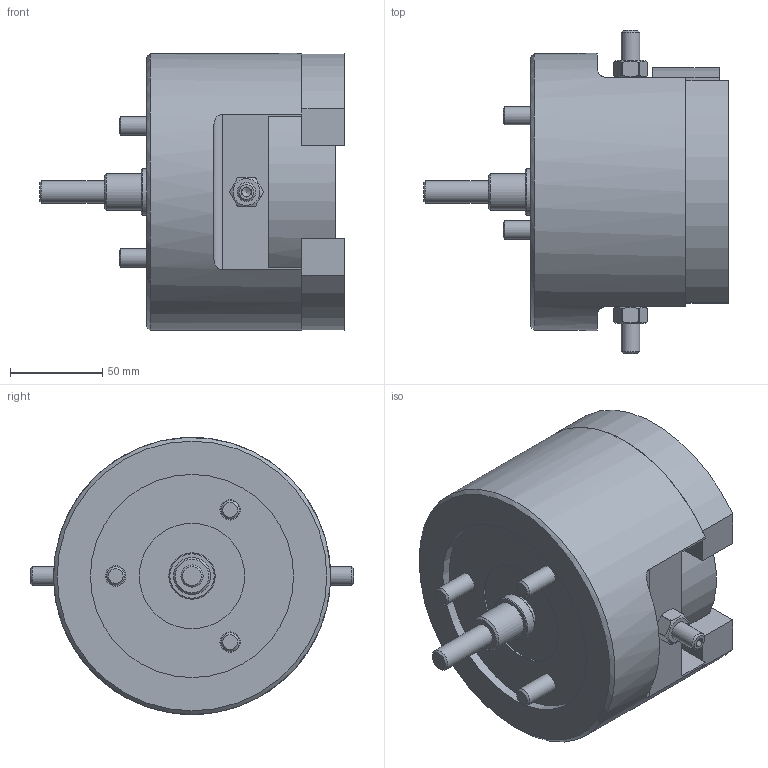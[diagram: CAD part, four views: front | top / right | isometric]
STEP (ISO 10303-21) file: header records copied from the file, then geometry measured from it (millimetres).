
FILE_DESCRIPTION (( 'STEP AP203' ), '1' );
FILE_NAME ('CF-FA-615.STEP', '2024-03-28T03:24:57', ( '' ), ( '' ), 'SwSTEP 2.0', 'SolidWorks 2020', '' );
FILE_SCHEMA (( 'CONFIG_CONTROL_DESIGN' ));
Length unit declared in the file: millimetre
Products named in the file (10): M10六角螺帽; 圓頭內六角螺栓_M6x30; CF-FA-615-01000; CF-FA-615-11000; 圓頭內六角螺栓_M10x45; CF-FA-615; CF-FA-615-03000; CF-FA-615-02000; CF-FA-615-07000
Assembly tree (24 placements, depth 2):
  CF-FA-615
    CF-FA-615-01000
    CF-FA-615-02000
    CF-FA-615-03000  x2
    CF-FA-615-07000
    CF-FA-615-11000  x2
    圓頭內六角螺栓_M6x30  x12
    圓頭內六角螺栓_M10x45  x3
    M10六角螺帽
    M10六角螺帽
Bounding box: 165 x 175 x 150 mm (x, y, z)
Volume: 1627722.8 mm3; surface area: 207201 mm2
Topology: 24 solids, 24 shells, 546 faces, 1224 edges, 762 vertices
Faces by surface type: plane 340, cylinder 122, cone 82, torus 2
Full cylindrical faces by diameter (mm): 5 x12, 6 x12, 6.6 x12, 6.8 x8, 8.5 x4, 10 x19, 11 x15, 12 x1, 16 x3, 17 x3, 20 x3, 25 x2, 27 x1, 57 x1, 110 x1, 150 x1
Entity records: 8090 total; most frequent: CARTESIAN_POINT 1542, DIRECTION 1100, ORIENTED_EDGE 868, AXIS2_PLACEMENT_3D 450, EDGE_CURVE 434, EDGE_LOOP 386, VERTEX_POINT 326, FACE_OUTER_BOUND 301
